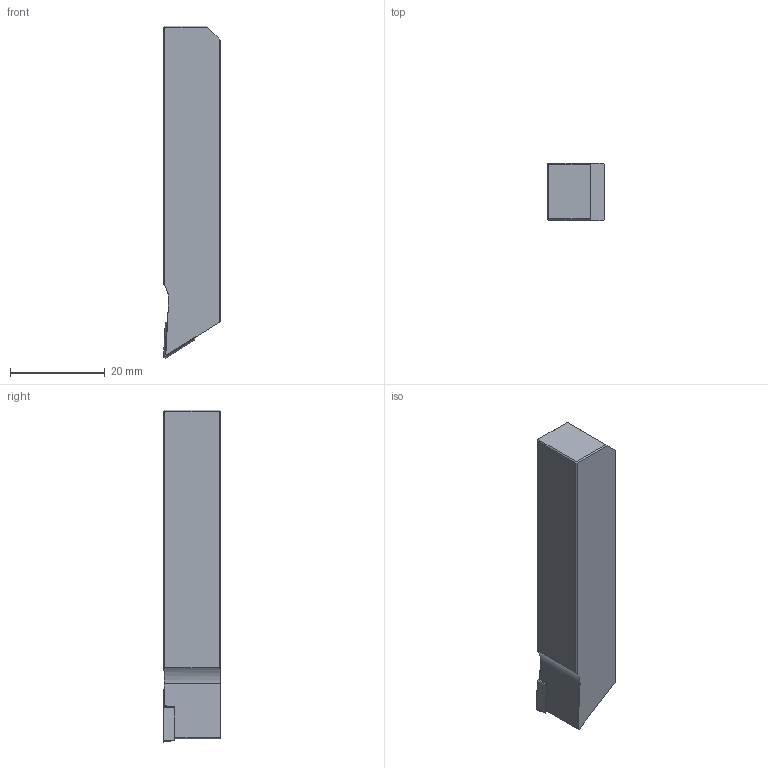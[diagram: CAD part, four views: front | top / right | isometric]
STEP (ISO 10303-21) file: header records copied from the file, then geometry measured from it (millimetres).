
FILE_DESCRIPTION(/* description */ (''),/* implementation_level */ '2;1');
FILE_NAME(/* name */ '1530617899659.stp',/* time_stamp */ '2018-07-03T13:38:26+02:00',/* author */ (''),/* organization */ ('SMS'),/* preprocessor_version */ 'ST-DEVELOPER v15',/* originating_system */ 'SIEMENS PLM Software NX 8.5',/* authorisation */ '');
FILE_SCHEMA (('AUTOMOTIVE_DESIGN { 1 0 10303 214 3 1 1 1 }'));
Length unit declared in the file: millimetre
Products named in the file (4): IsoTurningInsert; ASSEMBLY_CONSTRUCTION; 201652843mod000_00; 201745662mod000_00
Assembly tree (3 placements, depth 2):
  201745662mod000_00
    201652843mod000_00
    ASSEMBLY_CONSTRUCTION
    IsoTurningInsert
Bounding box: 12 x 12 x 70 mm (x, y, z)
Volume: 9281.5 mm3; surface area: 3541.3 mm2
Topology: 2 solids, 2 shells, 40 faces, 101 edges, 71 vertices
Faces by surface type: plane 29, cone 5, cylinder 4, torus 2
Full cylindrical faces by diameter (mm): 2.8 x1
Entity records: 1403 total; most frequent: CARTESIAN_POINT 272, DIRECTION 216, ORIENTED_EDGE 188, EDGE_CURVE 94, LINE 72, VECTOR 72, AXIS2_PLACEMENT_3D 72, VERTEX_POINT 62
